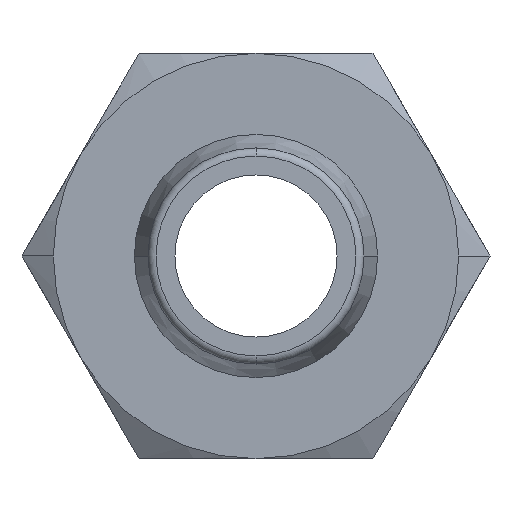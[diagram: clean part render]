
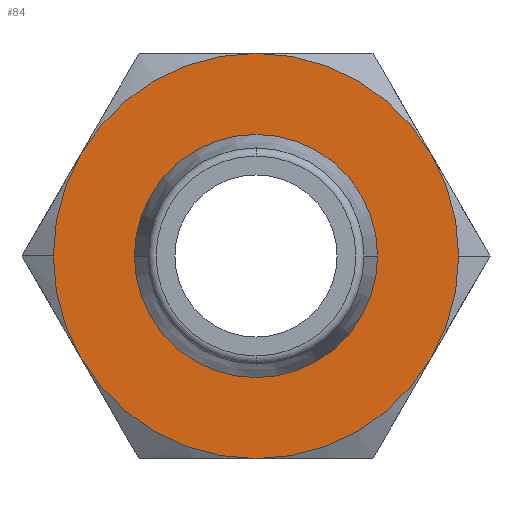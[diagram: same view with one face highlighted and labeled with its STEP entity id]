
A CAD part, front view. The second image highlights one B-rep face of the part: STEP entity #84.
In plain terms, the highlighted planar face has unit normal (0, -1, 0).
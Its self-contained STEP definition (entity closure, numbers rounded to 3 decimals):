
#84=ADVANCED_FACE('',(#196,#197),#198,.T.);
#196=FACE_OUTER_BOUND('',#333,.T.);
#197=FACE_BOUND('',#334,.T.);
#198=PLANE('',#335);
#333=EDGE_LOOP('',(#513,#514,#515,#516,#517,#518,#519,#520));
#334=EDGE_LOOP('',(#521,#522));
#335=AXIS2_PLACEMENT_3D('',#523,#524,#525);
#513=ORIENTED_EDGE('',*,*,#831,.T.);
#514=ORIENTED_EDGE('',*,*,#832,.T.);
#515=ORIENTED_EDGE('',*,*,#833,.T.);
#516=ORIENTED_EDGE('',*,*,#834,.T.);
#517=ORIENTED_EDGE('',*,*,#835,.T.);
#518=ORIENTED_EDGE('',*,*,#836,.T.);
#519=ORIENTED_EDGE('',*,*,#837,.T.);
#520=ORIENTED_EDGE('',*,*,#803,.T.);
#521=ORIENTED_EDGE('',*,*,#829,.F.);
#522=ORIENTED_EDGE('',*,*,#838,.F.);
#523=CARTESIAN_POINT('',(-3.75,14.0,0.0));
#524=DIRECTION('',(0.,-1.0,0.0));
#525=DIRECTION('',(-1.0,0.,0.0));
#803=EDGE_CURVE('',#919,#949,#951,.T.);
#829=EDGE_CURVE('',#992,#988,#994,.T.);
#831=EDGE_CURVE('',#949,#996,#997,.T.);
#832=EDGE_CURVE('',#996,#998,#999,.T.);
#833=EDGE_CURVE('',#998,#1000,#1001,.T.);
#834=EDGE_CURVE('',#1000,#973,#1002,.T.);
#835=EDGE_CURVE('',#973,#1003,#1004,.T.);
#836=EDGE_CURVE('',#1003,#1005,#1006,.T.);
#837=EDGE_CURVE('',#1005,#919,#1007,.T.);
#838=EDGE_CURVE('',#988,#992,#1008,.T.);
#919=VERTEX_POINT('',#1105);
#949=VERTEX_POINT('',#1162);
#951=CIRCLE('',#1175,7.5);
#973=VERTEX_POINT('',#1204);
#988=VERTEX_POINT('',#1245);
#992=VERTEX_POINT('',#1250);
#994=CIRCLE('',#1253,4.5);
#996=VERTEX_POINT('',#1255);
#997=CIRCLE('',#1256,7.5);
#998=VERTEX_POINT('',#1257);
#999=CIRCLE('',#1258,7.5);
#1000=VERTEX_POINT('',#1259);
#1001=CIRCLE('',#1260,7.5);
#1002=CIRCLE('',#1261,7.5);
#1003=VERTEX_POINT('',#1262);
#1004=CIRCLE('',#1263,7.5);
#1005=VERTEX_POINT('',#1264);
#1006=CIRCLE('',#1265,7.5);
#1007=CIRCLE('',#1266,7.5);
#1008=CIRCLE('',#1267,4.5);
#1105=CARTESIAN_POINT('',(0.,14.0,7.5));
#1162=CARTESIAN_POINT('',(-6.495,14.0,3.75));
#1175=AXIS2_PLACEMENT_3D('',#1483,#1484,#1485);
#1204=CARTESIAN_POINT('',(6.495,14.0,-3.75));
#1245=CARTESIAN_POINT('',(4.5,14.0,0.));
#1250=CARTESIAN_POINT('',(-4.5,14.0,0.));
#1253=AXIS2_PLACEMENT_3D('',#1514,#1515,#1516);
#1255=CARTESIAN_POINT('',(-7.5,14.0,0.));
#1256=AXIS2_PLACEMENT_3D('',#1517,#1518,#1519);
#1257=CARTESIAN_POINT('',(-6.495,14.0,-3.75));
#1258=AXIS2_PLACEMENT_3D('',#1520,#1521,#1522);
#1259=CARTESIAN_POINT('',(0.,14.0,-7.5));
#1260=AXIS2_PLACEMENT_3D('',#1523,#1524,#1525);
#1261=AXIS2_PLACEMENT_3D('',#1526,#1527,#1528);
#1262=CARTESIAN_POINT('',(7.5,14.0,0.));
#1263=AXIS2_PLACEMENT_3D('',#1529,#1530,#1531);
#1264=CARTESIAN_POINT('',(6.495,14.0,3.75));
#1265=AXIS2_PLACEMENT_3D('',#1532,#1533,#1534);
#1266=AXIS2_PLACEMENT_3D('',#1535,#1536,#1537);
#1267=AXIS2_PLACEMENT_3D('',#1538,#1539,#1540);
#1483=CARTESIAN_POINT('',(0.,14.0,0.0));
#1484=DIRECTION('',(0.,-1.0,0.0));
#1485=DIRECTION('',(-1.0,0.,0.0));
#1514=CARTESIAN_POINT('',(0.0,14.0,0.0));
#1515=DIRECTION('',(0.,-1.0,0.0));
#1516=DIRECTION('',(1.0,0.,0.0));
#1517=CARTESIAN_POINT('',(0.,14.0,0.0));
#1518=DIRECTION('',(0.,-1.0,0.0));
#1519=DIRECTION('',(-1.0,0.,0.0));
#1520=CARTESIAN_POINT('',(0.,14.0,0.0));
#1521=DIRECTION('',(0.,-1.0,0.0));
#1522=DIRECTION('',(-1.0,0.,0.0));
#1523=CARTESIAN_POINT('',(0.,14.0,0.0));
#1524=DIRECTION('',(0.,-1.0,0.0));
#1525=DIRECTION('',(-1.0,0.,0.0));
#1526=CARTESIAN_POINT('',(0.,14.0,0.0));
#1527=DIRECTION('',(0.,-1.0,0.0));
#1528=DIRECTION('',(-1.0,0.,0.0));
#1529=CARTESIAN_POINT('',(0.,14.0,0.0));
#1530=DIRECTION('',(0.,-1.0,0.0));
#1531=DIRECTION('',(-1.0,0.,0.0));
#1532=CARTESIAN_POINT('',(0.,14.0,0.0));
#1533=DIRECTION('',(0.,-1.0,0.0));
#1534=DIRECTION('',(-1.0,0.,0.0));
#1535=CARTESIAN_POINT('',(0.,14.0,0.0));
#1536=DIRECTION('',(0.,-1.0,0.0));
#1537=DIRECTION('',(-1.0,0.,0.0));
#1538=CARTESIAN_POINT('',(0.0,14.0,0.0));
#1539=DIRECTION('',(0.,-1.0,0.0));
#1540=DIRECTION('',(1.0,0.,0.0));
